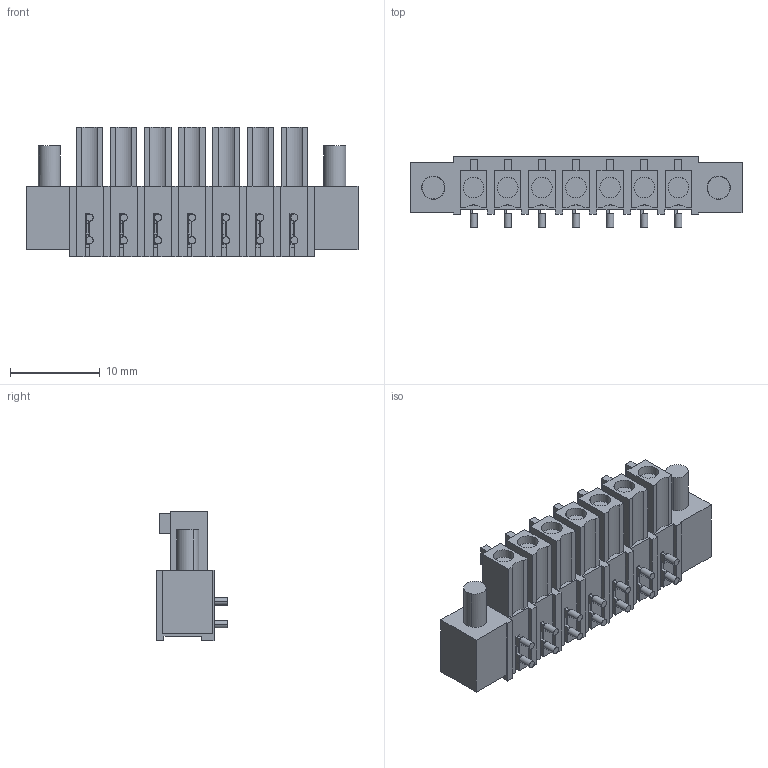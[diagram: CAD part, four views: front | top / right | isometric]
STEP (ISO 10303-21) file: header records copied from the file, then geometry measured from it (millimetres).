
FILE_DESCRIPTION(('CATIA V5 STEP Exchange'),'2;1');
FILE_NAME ('D1460887_0_1975750000_1975750000.stp','2016-11-26T10:06:36+00:00',('none'),('Weidmueller'),'CATIA Version 5-6 Release 2014','CATIA V5 STEP AP203','none');
FILE_SCHEMA(('CONFIG_CONTROL_DESIGN'));
Length unit declared in the file: millimetre
Products named in the file (1): 1975750000_S
Bounding box: 37.06 x 7.95 x 14.5 mm (x, y, z)
Volume: 2064.4 mm3; surface area: 2548.2 mm2
Topology: 10 solids, 10 shells, 463 faces, 1190 edges, 786 vertices
Faces by surface type: plane 384, cylinder 79
Entity records: 13110 total; most frequent: CARTESIAN_POINT 2479, ORIENTED_EDGE 2380, DIRECTION 1772, EDGE_CURVE 1190, VECTOR 996, LINE 996, VERTEX_POINT 786, EDGE_LOOP 506
